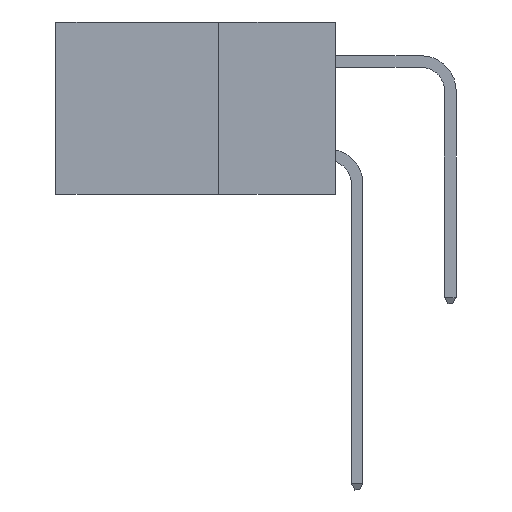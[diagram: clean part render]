
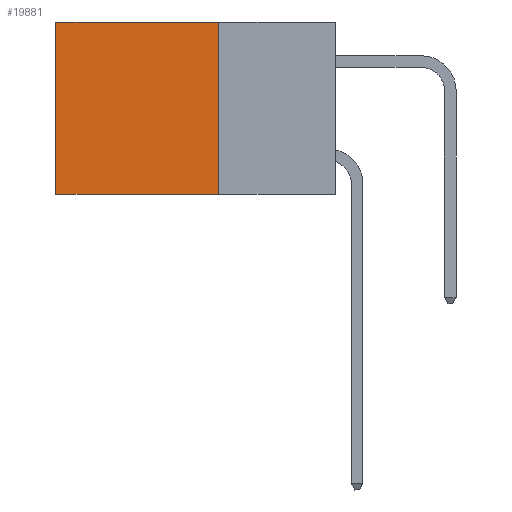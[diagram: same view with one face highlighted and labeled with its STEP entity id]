
A CAD part, left-side view. The second image highlights one B-rep face of the part: STEP entity #19881.
In plain terms, the highlighted planar face has unit normal (-1, 0, 0).
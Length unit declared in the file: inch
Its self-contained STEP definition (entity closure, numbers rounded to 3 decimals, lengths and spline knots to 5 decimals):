
#454 = CARTESIAN_POINT ( 'NONE',  ( 0.2875, 0.25, -0.37 ) ) ;
#809 = CARTESIAN_POINT ( 'NONE',  ( 0.2875, 0.6, 0. ) ) ;
#1771 = ORIENTED_EDGE ( 'NONE', *, *, #16767, .T. ) ;
#1779 = EDGE_LOOP ( 'NONE', ( #16232, #14386, #3129, #1771 ) ) ;
#2491 = VERTEX_POINT ( 'NONE', #9115 ) ;
#2503 = LINE ( 'NONE', #6663, #3551 ) ;
#2774 = PLANE ( 'NONE',  #8176 ) ;
#2856 = LINE ( 'NONE', #809, #11721 ) ;
#3129 = ORIENTED_EDGE ( 'NONE', *, *, #10954, .F. ) ;
#3551 = VECTOR ( 'NONE', #5193, 39.37008 ) ;
#4282 = DIRECTION ( 'NONE',  ( 0., 1., 0. ) ) ;
#4495 = EDGE_CURVE ( 'NONE', #2491, #17332, #2856, .T. ) ;
#5193 = DIRECTION ( 'NONE',  ( 0., 0., -1. ) ) ;
#5773 = EDGE_CURVE ( 'NONE', #6457, #17332, #19540, .T. ) ;
#6457 = VERTEX_POINT ( 'NONE', #454 ) ;
#6663 = CARTESIAN_POINT ( 'NONE',  ( 0.2875, 0.25, 0. ) ) ;
#7145 = VECTOR ( 'NONE', #17708, 39.37008 ) ;
#7639 = CARTESIAN_POINT ( 'NONE',  ( 0.2875, 0.25, 0. ) ) ;
#8176 = AXIS2_PLACEMENT_3D ( 'NONE', #7639, #9279, #20645 ) ;
#8909 = VERTEX_POINT ( 'NONE', #19565 ) ;
#9115 = CARTESIAN_POINT ( 'NONE',  ( 0.2875, 0.6, 0. ) ) ;
#9279 = DIRECTION ( 'NONE',  ( 1., 0., 0. ) ) ;
#10954 = EDGE_CURVE ( 'NONE', #8909, #6457, #2503, .T. ) ;
#11721 = VECTOR ( 'NONE', #18858, 39.37008 ) ;
#12934 = CARTESIAN_POINT ( 'NONE',  ( 0.2875, 0.25, 0. ) ) ;
#14386 = ORIENTED_EDGE ( 'NONE', *, *, #5773, .F. ) ;
#14551 = LINE ( 'NONE', #12934, #7145 ) ;
#15930 = CARTESIAN_POINT ( 'NONE',  ( 0.2875, 0.6, -0.37 ) ) ;
#16232 = ORIENTED_EDGE ( 'NONE', *, *, #4495, .T. ) ;
#16767 = EDGE_CURVE ( 'NONE', #8909, #2491, #14551, .T. ) ;
#17332 = VERTEX_POINT ( 'NONE', #15930 ) ;
#17708 = DIRECTION ( 'NONE',  ( 0., 1., 0. ) ) ;
#18653 = CARTESIAN_POINT ( 'NONE',  ( 0.2875, 0.25, -0.37 ) ) ;
#18858 = DIRECTION ( 'NONE',  ( 0., 0., -1. ) ) ;
#19540 = LINE ( 'NONE', #18653, #20791 ) ;
#19565 = CARTESIAN_POINT ( 'NONE',  ( 0.2875, 0.25, 0. ) ) ;
#19872 = FACE_OUTER_BOUND ( 'NONE', #1779, .T. ) ;
#19881 = ADVANCED_FACE ( 'NONE', ( #19872 ), #2774, .F. ) ;
#20645 = DIRECTION ( 'NONE',  ( 0., 0., -1. ) ) ;
#20791 = VECTOR ( 'NONE', #4282, 39.37008 ) ;
